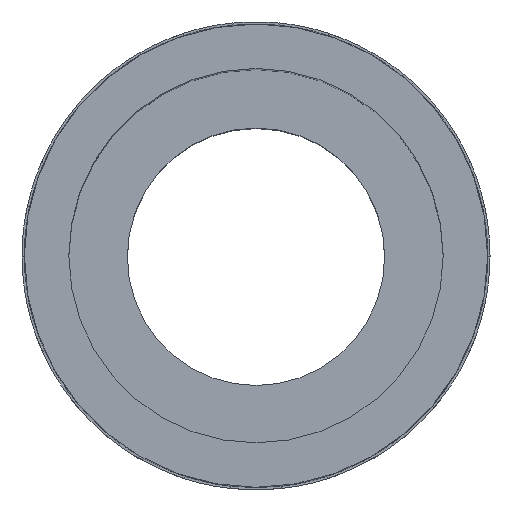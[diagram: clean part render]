
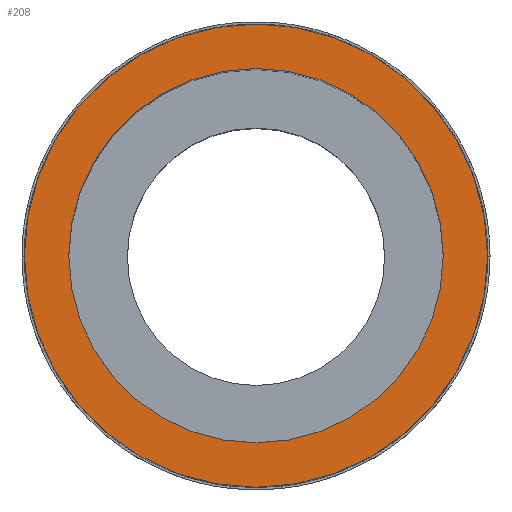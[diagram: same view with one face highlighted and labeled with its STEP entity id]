
A CAD part, top view. The second image highlights one B-rep face of the part: STEP entity #208.
In plain terms, the highlighted planar face has unit normal (0, 0, 1).
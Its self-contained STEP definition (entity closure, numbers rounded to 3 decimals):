
#58 = CARTESIAN_POINT ( 'NONE',  ( 0., 0., 0. ) ) ;
#208 = ADVANCED_FACE ( 'NONE', ( #4411, #1537 ), #2062, .F. ) ;
#301 = EDGE_LOOP ( 'NONE', ( #2879 ) ) ;
#349 = AXIS2_PLACEMENT_3D ( 'NONE', #58, #2540, #443 ) ;
#443 = DIRECTION ( 'NONE',  ( 1., 0., 0. ) ) ;
#601 = AXIS2_PLACEMENT_3D ( 'NONE', #3203, #1173, #3531 ) ;
#1173 = DIRECTION ( 'NONE',  ( 0., 0., -1. ) ) ;
#1177 = CARTESIAN_POINT ( 'NONE',  ( -19.8, 0., 0. ) ) ;
#1537 = FACE_OUTER_BOUND ( 'NONE', #301, .T. ) ;
#1632 = CIRCLE ( 'NONE', #601, 19.8 ) ;
#1903 = EDGE_LOOP ( 'NONE', ( #2677 ) ) ;
#2062 = PLANE ( 'NONE',  #2480 ) ;
#2163 = DIRECTION ( 'NONE',  ( 0., 0., -1. ) ) ;
#2340 = DIRECTION ( 'NONE',  ( -1., 0., 0. ) ) ;
#2480 = AXIS2_PLACEMENT_3D ( 'NONE', #2486, #2163, #2340 ) ;
#2486 = CARTESIAN_POINT ( 'NONE',  ( 0., 16., 0. ) ) ;
#2540 = DIRECTION ( 'NONE',  ( 0., 0., 1. ) ) ;
#2677 = ORIENTED_EDGE ( 'NONE', *, *, #3084, .F. ) ;
#2717 = VERTEX_POINT ( 'NONE', #1177 ) ;
#2879 = ORIENTED_EDGE ( 'NONE', *, *, #3101, .F. ) ;
#3084 = EDGE_CURVE ( 'NONE', #3593, #3593, #4074, .T. ) ;
#3101 = EDGE_CURVE ( 'NONE', #2717, #2717, #1632, .T. ) ;
#3203 = CARTESIAN_POINT ( 'NONE',  ( 0., 0., 0. ) ) ;
#3209 = CARTESIAN_POINT ( 'NONE',  ( 16., 0., 0. ) ) ;
#3531 = DIRECTION ( 'NONE',  ( -1., 0., 0. ) ) ;
#3593 = VERTEX_POINT ( 'NONE', #3209 ) ;
#4074 = CIRCLE ( 'NONE', #349, 16. ) ;
#4411 = FACE_BOUND ( 'NONE', #1903, .T. ) ;
